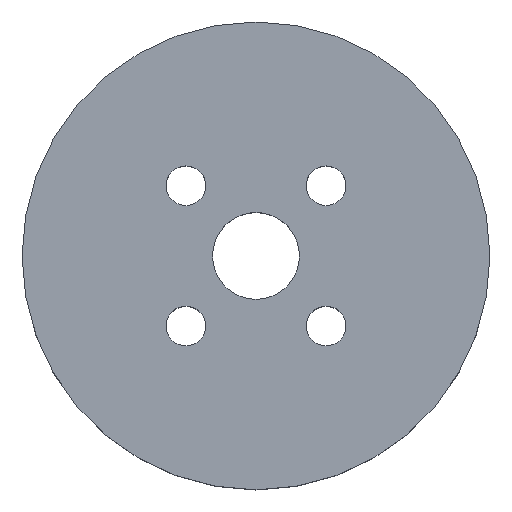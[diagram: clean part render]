
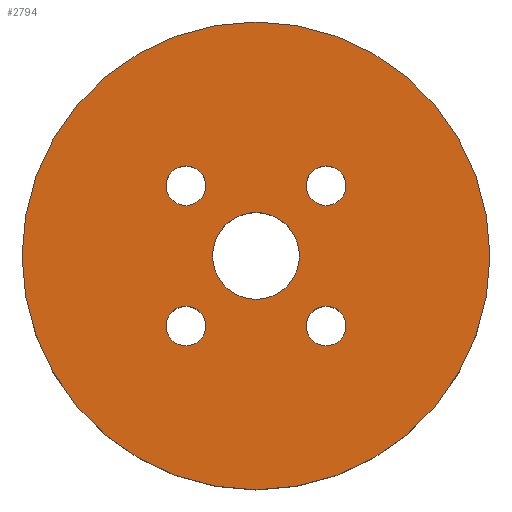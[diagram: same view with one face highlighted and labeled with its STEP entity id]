
A CAD part, top view. The second image highlights one B-rep face of the part: STEP entity #2794.
In plain terms, the highlighted planar face has unit normal (0, 0, 1).
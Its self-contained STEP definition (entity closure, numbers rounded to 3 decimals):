
#35=FACE_BOUND('',#342,.T.);
#36=FACE_BOUND('',#343,.T.);
#37=FACE_BOUND('',#344,.T.);
#38=FACE_BOUND('',#345,.T.);
#39=FACE_BOUND('',#346,.T.);
#47=PLANE('',#3247);
#192=FACE_OUTER_BOUND('',#341,.T.);
#341=EDGE_LOOP('',(#2487));
#342=EDGE_LOOP('',(#2488));
#343=EDGE_LOOP('',(#2489));
#344=EDGE_LOOP('',(#2490));
#345=EDGE_LOOP('',(#2491));
#346=EDGE_LOOP('',(#2492));
#911=CIRCLE('',#3096,1.6);
#913=CIRCLE('',#3099,1.6);
#915=CIRCLE('',#3102,1.6);
#917=CIRCLE('',#3105,3.5);
#919=CIRCLE('',#3108,1.6);
#923=CIRCLE('',#3246,18.863);
#1207=VERTEX_POINT('',#4843);
#1209=VERTEX_POINT('',#4849);
#1211=VERTEX_POINT('',#4855);
#1213=VERTEX_POINT('',#4861);
#1215=VERTEX_POINT('',#4867);
#1219=VERTEX_POINT('',#5143);
#1495=EDGE_CURVE('',#1207,#1207,#911,.T.);
#1498=EDGE_CURVE('',#1209,#1209,#913,.T.);
#1501=EDGE_CURVE('',#1211,#1211,#915,.T.);
#1504=EDGE_CURVE('',#1213,#1213,#917,.T.);
#1507=EDGE_CURVE('',#1215,#1215,#919,.T.);
#1646=EDGE_CURVE('',#1219,#1219,#923,.T.);
#2487=ORIENTED_EDGE('',*,*,#1646,.T.);
#2488=ORIENTED_EDGE('',*,*,#1495,.T.);
#2489=ORIENTED_EDGE('',*,*,#1498,.T.);
#2490=ORIENTED_EDGE('',*,*,#1501,.T.);
#2491=ORIENTED_EDGE('',*,*,#1504,.T.);
#2492=ORIENTED_EDGE('',*,*,#1507,.T.);
#2794=ADVANCED_FACE('',(#192,#35,#36,#37,#38,#39),#47,.T.);
#3096=AXIS2_PLACEMENT_3D('',#4844,#3818,#3819);
#3099=AXIS2_PLACEMENT_3D('',#4850,#3825,#3826);
#3102=AXIS2_PLACEMENT_3D('',#4856,#3832,#3833);
#3105=AXIS2_PLACEMENT_3D('',#4862,#3839,#3840);
#3108=AXIS2_PLACEMENT_3D('',#4868,#3846,#3847);
#3246=AXIS2_PLACEMENT_3D('',#5145,#4257,#4258);
#3247=AXIS2_PLACEMENT_3D('',#5146,#4259,#4260);
#3818=DIRECTION('center_axis',(0.,0.,-1.));
#3819=DIRECTION('ref_axis',(1.,0.,0.));
#3825=DIRECTION('center_axis',(0.,0.,-1.));
#3826=DIRECTION('ref_axis',(1.,0.,0.));
#3832=DIRECTION('center_axis',(0.,0.,-1.));
#3833=DIRECTION('ref_axis',(1.,0.,0.));
#3839=DIRECTION('center_axis',(0.,0.,-1.));
#3840=DIRECTION('ref_axis',(1.,0.,0.));
#3846=DIRECTION('center_axis',(0.,0.,-1.));
#3847=DIRECTION('ref_axis',(1.,0.,0.));
#4257=DIRECTION('center_axis',(0.,0.,1.));
#4258=DIRECTION('ref_axis',(1.,0.,0.));
#4259=DIRECTION('center_axis',(0.,0.,1.));
#4260=DIRECTION('ref_axis',(1.,0.,0.));
#4843=CARTESIAN_POINT('',(4.057,-5.657,4.5));
#4844=CARTESIAN_POINT('Origin',(5.657,-5.657,4.5));
#4849=CARTESIAN_POINT('',(4.057,5.657,4.5));
#4850=CARTESIAN_POINT('Origin',(5.657,5.657,4.5));
#4855=CARTESIAN_POINT('',(-7.257,-5.657,4.5));
#4856=CARTESIAN_POINT('Origin',(-5.657,-5.657,4.5));
#4861=CARTESIAN_POINT('',(-3.5,0.,4.5));
#4862=CARTESIAN_POINT('Origin',(0.,0.,4.5));
#4867=CARTESIAN_POINT('',(-7.257,5.657,4.5));
#4868=CARTESIAN_POINT('Origin',(-5.657,5.657,4.5));
#5143=CARTESIAN_POINT('',(18.863,0.,4.5));
#5145=CARTESIAN_POINT('Origin',(0.,0.,4.5));
#5146=CARTESIAN_POINT('Origin',(0.,0.,4.5));
